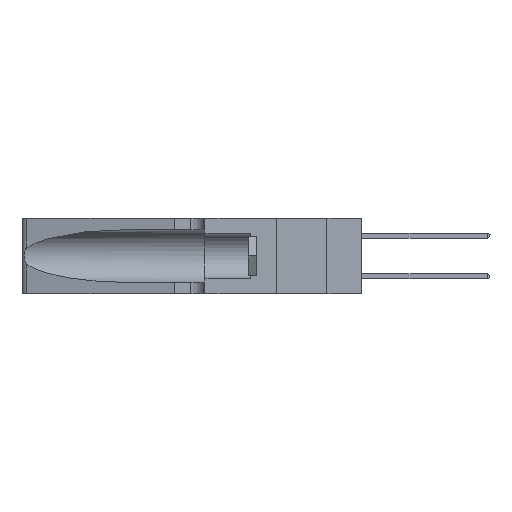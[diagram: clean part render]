
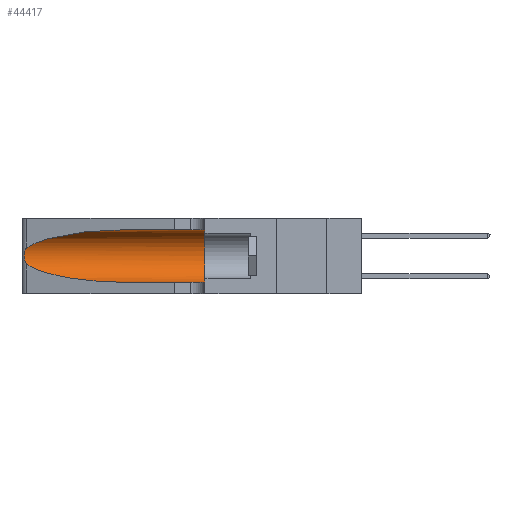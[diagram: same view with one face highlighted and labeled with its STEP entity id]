
A CAD part, left-side view. The second image highlights one B-rep face of the part: STEP entity #44417.
In plain terms, the highlighted cylindrical face has radius 3.308 mm (diameter 6.617 mm), a partial arc.
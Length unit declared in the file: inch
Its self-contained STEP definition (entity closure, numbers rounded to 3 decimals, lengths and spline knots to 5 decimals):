
#1174 = EDGE_CURVE ( 'NONE', #10175, #35165, #26667, .T. ) ;
#2509 = CARTESIAN_POINT ( 'NONE',  ( 0.1305, 0.35, 0.185 ) ) ;
#3223 = CARTESIAN_POINT ( 'NONE',  ( 0.25856, 1.23593, 0.16098 ) ) ;
#3884 = CARTESIAN_POINT ( 'NONE',  ( 0.25555, 1.22994, 0.2215 ) ) ;
#5841 = CARTESIAN_POINT ( 'NONE',  ( 0.25487, 1.22718, 0.14631 ) ) ;
#6329 = DIRECTION ( 'NONE',  ( 0., 0., 1. ) ) ;
#6548 = CARTESIAN_POINT ( 'NONE',  ( 0.1305, 0.72297, 0.05475 ) ) ;
#6964 = VERTEX_POINT ( 'NONE', #8286 ) ;
#7033 = CARTESIAN_POINT ( 'NONE',  ( 0.25639, 1.23186, 0.15144 ) ) ;
#7259 = CARTESIAN_POINT ( 'NONE',  ( 0.1305, 0.72297, 0.05475 ) ) ;
#7294 = DIRECTION ( 'NONE',  ( 0., -1., 0. ) ) ;
#7418 = CARTESIAN_POINT ( 'NONE',  ( 0.26018, 1.23835, 0.19895 ) ) ;
#7680 = ORIENTED_EDGE ( 'NONE', *, *, #33826, .F. ) ;
#7696 = CARTESIAN_POINT ( 'NONE',  ( 0.25639, 1.23184, 0.21858 ) ) ;
#8286 = CARTESIAN_POINT ( 'NONE',  ( 0.1305, 0.35, 0.05475 ) ) ;
#10175 = VERTEX_POINT ( 'NONE', #20391 ) ;
#10456 = DIRECTION ( 'NONE',  ( 0., -1., 0. ) ) ;
#10890 = CARTESIAN_POINT ( 'NONE',  ( 0.25487, 1.22718, 0.14631 ) ) ;
#11800 = ORIENTED_EDGE ( 'NONE', *, *, #43971, .T. ) ;
#14085 = CARTESIAN_POINT ( 'NONE',  ( 0.1305, 1.61858, 0.185 ) ) ;
#14253 = AXIS2_PLACEMENT_3D ( 'NONE', #14085, #10456, #47435 ) ;
#14348 = CYLINDRICAL_SURFACE ( 'NONE', #14253, 0.13025 ) ;
#17276 = VECTOR ( 'NONE', #30007, 39.37008 ) ;
#18284 = CARTESIAN_POINT ( 'NONE',  ( 0.18966, 0.96281, 0.31525 ) ) ;
#19279 = EDGE_LOOP ( 'NONE', ( #11800, #20918, #47470, #40332, #7680, #35390 ) ) ;
#19509 =( BOUNDED_CURVE ( )  B_SPLINE_CURVE ( 3, ( #25265, #47371, #28992, #6548 ),
 .UNSPECIFIED., .F., .F. ) 
 B_SPLINE_CURVE_WITH_KNOTS ( ( 4, 4 ),
 ( 3.44316, 4.71239 ),
 .UNSPECIFIED. ) 
 CURVE ( )  GEOMETRIC_REPRESENTATION_ITEM ( )  RATIONAL_B_SPLINE_CURVE ( ( 1., 0.87, 0.87, 1. ) ) 
 REPRESENTATION_ITEM ( '' )  );
#19612 = VERTEX_POINT ( 'NONE', #29732 ) ;
#19951 = LINE ( 'NONE', #48112, #28653 ) ;
#20391 = CARTESIAN_POINT ( 'NONE',  ( 0.25487, 1.22718, 0.22369 ) ) ;
#20918 = ORIENTED_EDGE ( 'NONE', *, *, #1174, .T. ) ;
#22019 = CARTESIAN_POINT ( 'NONE',  ( 0.2373, 1.15595, 0.28018 ) ) ;
#22021 = CARTESIAN_POINT ( 'NONE',  ( 0.26075, 1.23896, 0.19203 ) ) ;
#24613 = EDGE_CURVE ( 'NONE', #31866, #6964, #19951, .T. ) ;
#24682 = CIRCLE ( 'NONE', #32557, 0.13025 ) ;
#25265 = CARTESIAN_POINT ( 'NONE',  ( 0.25487, 1.22718, 0.14631 ) ) ;
#25752 = CARTESIAN_POINT ( 'NONE',  ( 0.26017, 1.23833, 0.17102 ) ) ;
#26280 = CARTESIAN_POINT ( 'NONE',  ( 0.1305, 1.61858, 0.31525 ) ) ;
#26667 = B_SPLINE_CURVE_WITH_KNOTS ( 'NONE', 3,
 ( #30117, #3884, #7696, #33866, #45457, #7418, #22021, #47855, #25752, #3223, #29473, #7033, #33226, #10890 ),
 .UNSPECIFIED., .F., .F.,
 ( 4, 2, 2, 2, 2, 2, 4 ),
 ( 0., 0.00027, 0.00053, 0.00107, 0.0016, 0.00187, 0.00214 ),
 .UNSPECIFIED. ) ;
#28146 =( BOUNDED_CURVE ( )  B_SPLINE_CURVE ( 3, ( #47695, #18284, #22019, #47851 ),
 .UNSPECIFIED., .F., .T. ) 
 B_SPLINE_CURVE_WITH_KNOTS ( ( 4, 4 ),
 ( 1.5708, 2.84003 ),
 .UNSPECIFIED. ) 
 CURVE ( )  GEOMETRIC_REPRESENTATION_ITEM ( )  RATIONAL_B_SPLINE_CURVE ( ( 1., 0.87, 0.87, 1. ) ) 
 REPRESENTATION_ITEM ( '' )  );
#28653 = VECTOR ( 'NONE', #7294, 39.37008 ) ;
#28769 = DIRECTION ( 'NONE',  ( 0., 1., 0. ) ) ;
#28992 = CARTESIAN_POINT ( 'NONE',  ( 0.18966, 0.96281, 0.05475 ) ) ;
#29473 = CARTESIAN_POINT ( 'NONE',  ( 0.25789, 1.23486, 0.15765 ) ) ;
#29732 = CARTESIAN_POINT ( 'NONE',  ( 0.1305, 0.72297, 0.31525 ) ) ;
#30007 = DIRECTION ( 'NONE',  ( 0., -1., 0. ) ) ;
#30117 = CARTESIAN_POINT ( 'NONE',  ( 0.25487, 1.22718, 0.22369 ) ) ;
#31866 = VERTEX_POINT ( 'NONE', #7259 ) ;
#32557 = AXIS2_PLACEMENT_3D ( 'NONE', #2509, #28769, #6329 ) ;
#33226 = CARTESIAN_POINT ( 'NONE',  ( 0.25555, 1.22993, 0.14849 ) ) ;
#33826 = EDGE_CURVE ( 'NONE', #37412, #6964, #24682, .T. ) ;
#33866 = CARTESIAN_POINT ( 'NONE',  ( 0.25787, 1.23484, 0.2124 ) ) ;
#35165 = VERTEX_POINT ( 'NONE', #5841 ) ;
#35390 = ORIENTED_EDGE ( 'NONE', *, *, #44586, .F. ) ;
#37412 = VERTEX_POINT ( 'NONE', #45043 ) ;
#40332 = ORIENTED_EDGE ( 'NONE', *, *, #24613, .T. ) ;
#43927 = FACE_OUTER_BOUND ( 'NONE', #19279, .T. ) ;
#43971 = EDGE_CURVE ( 'NONE', #19612, #10175, #28146, .T. ) ;
#44417 = ADVANCED_FACE ( 'NONE', ( #43927 ), #14348, .F. ) ;
#44586 = EDGE_CURVE ( 'NONE', #19612, #37412, #45608, .T. ) ;
#45043 = CARTESIAN_POINT ( 'NONE',  ( 0.1305, 0.35, 0.31525 ) ) ;
#45086 = EDGE_CURVE ( 'NONE', #35165, #31866, #19509, .T. ) ;
#45457 = CARTESIAN_POINT ( 'NONE',  ( 0.25854, 1.2359, 0.20912 ) ) ;
#45608 = LINE ( 'NONE', #26280, #17276 ) ;
#47371 = CARTESIAN_POINT ( 'NONE',  ( 0.2373, 1.15595, 0.08982 ) ) ;
#47435 = DIRECTION ( 'NONE',  ( 0., 0., -1. ) ) ;
#47470 = ORIENTED_EDGE ( 'NONE', *, *, #45086, .T. ) ;
#47695 = CARTESIAN_POINT ( 'NONE',  ( 0.1305, 0.72297, 0.31525 ) ) ;
#47851 = CARTESIAN_POINT ( 'NONE',  ( 0.25487, 1.22718, 0.22369 ) ) ;
#47855 = CARTESIAN_POINT ( 'NONE',  ( 0.26075, 1.23896, 0.178 ) ) ;
#48112 = CARTESIAN_POINT ( 'NONE',  ( 0.1305, 1.61858, 0.05475 ) ) ;
